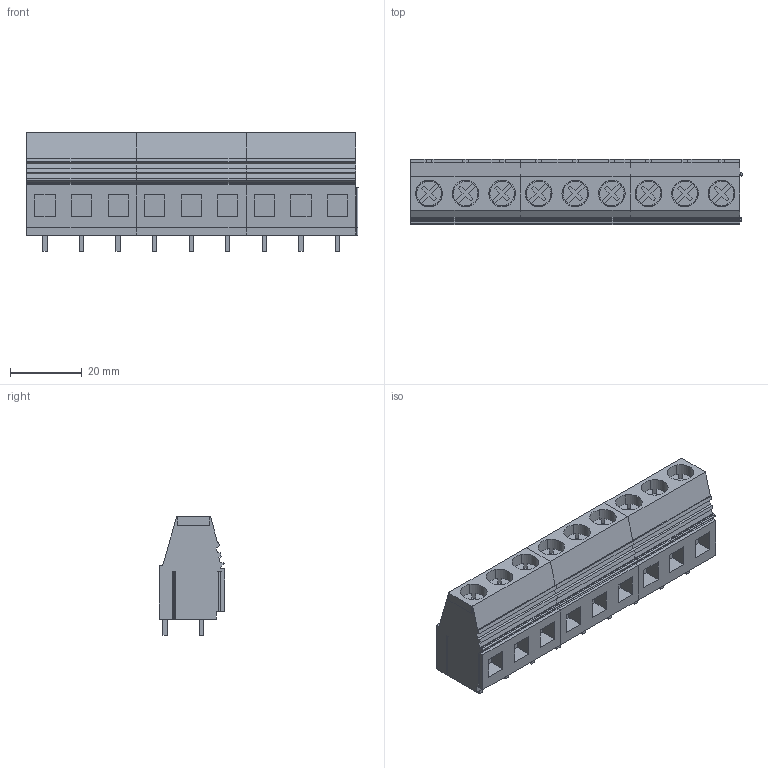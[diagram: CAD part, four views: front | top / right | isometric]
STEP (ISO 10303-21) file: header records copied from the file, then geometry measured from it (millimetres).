
FILE_DESCRIPTION(('CATIA V5 STEP Exchange','CAx-IF Rec.Pracs.--- Model Styling and Organization---1.2---2011-12-15'),'2;1');
FILE_NAME ('D1449844_0_1226270000_1226270000.stp','2018-03-05T16:28:13+00:00',('none'),('Weidmueller'),'CATIA Version 5-6 Release 2014','CATIA V5 STEP AP214','none');
FILE_SCHEMA(('AUTOMOTIVE_DESIGN { 1 0 10303 214 1 1 1 1 }'));
Length unit declared in the file: millimetre
Products named in the file (1): 1226270000
Bounding box: 92.25 x 18.3 x 33 mm (x, y, z)
Volume: 34881.9 mm3; surface area: 18156.1 mm2
Topology: 30 solids, 30 shells, 721 faces, 1848 edges, 1214 vertices
Faces by surface type: plane 571, cylinder 150
Entity records: 21650 total; most frequent: CARTESIAN_POINT 4298, ORIENTED_EDGE 3696, DIRECTION 3031, EDGE_CURVE 1848, VECTOR 1512, LINE 1512, VERTEX_POINT 1214, AXIS2_PLACEMENT_3D 909
